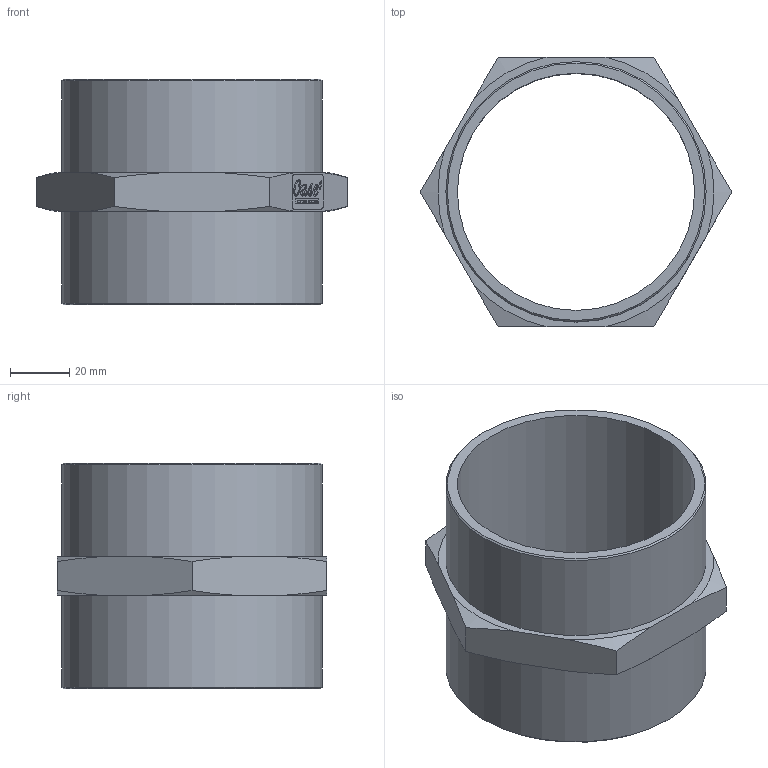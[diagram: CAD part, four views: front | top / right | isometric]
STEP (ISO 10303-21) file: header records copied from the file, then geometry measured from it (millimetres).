
FILE_DESCRIPTION(/* description */ (''),/* implementation_level */ '2;1');
FILE_NAME(/* name */ '51025 Doppelnippel 30_silber.stp',/* time_stamp */ '2015-05-18T11:19:43+02:00',/* author */ ('guzb562'),/* organization */ (''),/* preprocessor_version */ 'ST-DEVELOPER v15.6',/* originating_system */ 'Autodesk Inventor 2015',/* authorisation */ '92125,1 mm^3');
FILE_SCHEMA (('AUTOMOTIVE_DESIGN { 1 0 10303 214 3 1 1 }'));
Length unit declared in the file: millimetre
Products named in the file (1): 51025 Doppelnippel 30_silber
Bounding box: 105.08 x 91 x 76 mm (x, y, z)
Volume: 92127 mm3; surface area: 44462.4 mm2
Topology: 1 solids, 1 shells, 232 faces, 616 edges, 410 vertices
Faces by surface type: plane 133, bspline 78, cone 14, cylinder 7
Full cylindrical faces by diameter (mm): 80 x1, 87.8 x2
Entity records: 7999 total; most frequent: CARTESIAN_POINT 2764, ORIENTED_EDGE 1222, DIRECTION 769, EDGE_CURVE 611, VERTEX_POINT 410, LINE 403, VECTOR 403, EDGE_LOOP 263
